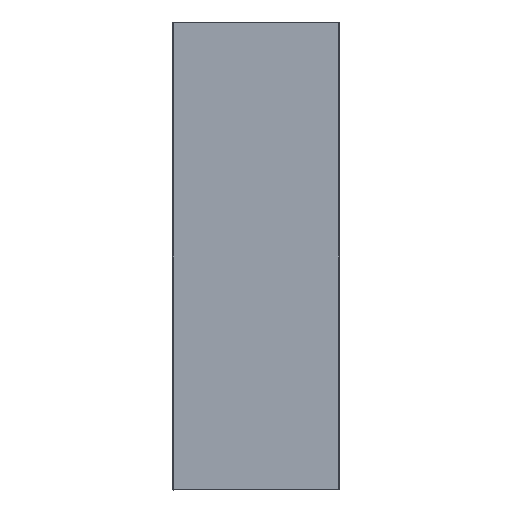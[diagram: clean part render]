
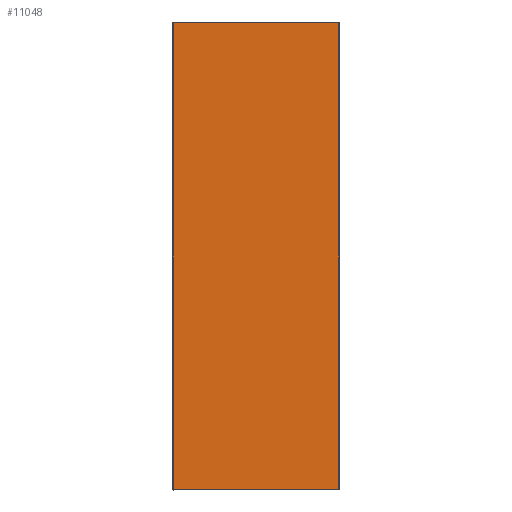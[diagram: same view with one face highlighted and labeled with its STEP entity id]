
A CAD part, top view. The second image highlights one B-rep face of the part: STEP entity #11048.
In plain terms, the highlighted planar face has unit normal (0, 0, 1).
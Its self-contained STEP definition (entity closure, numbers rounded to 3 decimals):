
#169=DIRECTION('',(1.,0.,0.));
#170=VECTOR('',#169,572.229);
#171=CARTESIAN_POINT('',(-286.115,-809.115,0.));
#172=LINE('',#171,#170);
#176=DIRECTION('',(0.,-1.,0.));
#177=VECTOR('',#176,1618.229);
#178=CARTESIAN_POINT('',(-286.115,809.115,0.));
#179=LINE('',#178,#177);
#183=DIRECTION('',(-1.,0.,0.));
#184=VECTOR('',#183,572.229);
#185=CARTESIAN_POINT('',(286.115,809.115,0.));
#186=LINE('',#185,#184);
#190=DIRECTION('',(0.,1.,0.));
#191=VECTOR('',#190,1618.229);
#192=CARTESIAN_POINT('',(286.115,-809.115,0.));
#193=LINE('',#192,#191);
#308=CARTESIAN_POINT('',(-286.115,-809.115,0.));
#432=CARTESIAN_POINT('',(286.115,-809.115,0.));
#556=CARTESIAN_POINT('',(286.115,809.115,0.));
#622=CARTESIAN_POINT('',(-286.115,809.115,0.));
#10286=VERTEX_POINT('',#622);
#10289=VERTEX_POINT('',#556);
#10292=VERTEX_POINT('',#432);
#10295=VERTEX_POINT('',#308);
#11033=CARTESIAN_POINT('',(0.,0.,0.));
#11034=DIRECTION('',(0.,0.,1.));
#11035=DIRECTION('',(1.,0.,0.));
#11036=AXIS2_PLACEMENT_3D('',#11033,#11034,#11035);
#11037=PLANE('',#11036);
#11039=ORIENTED_EDGE('',*,*,#11038,.F.);
#11041=ORIENTED_EDGE('',*,*,#11040,.F.);
#11043=ORIENTED_EDGE('',*,*,#11042,.F.);
#11045=ORIENTED_EDGE('',*,*,#11044,.F.);
#11046=EDGE_LOOP('',(#11039,#11041,#11043,#11045));
#11047=FACE_OUTER_BOUND('',#11046,.F.);
#11038=EDGE_CURVE('',#10295,#10292,#172,.T.);
#11040=EDGE_CURVE('',#10286,#10295,#179,.T.);
#11042=EDGE_CURVE('',#10289,#10286,#186,.T.);
#11044=EDGE_CURVE('',#10292,#10289,#193,.T.);
#11048=ADVANCED_FACE('',(#11047),#11037,.T.);
